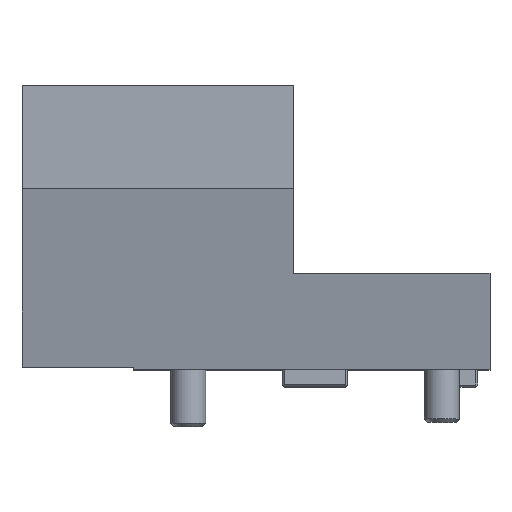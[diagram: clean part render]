
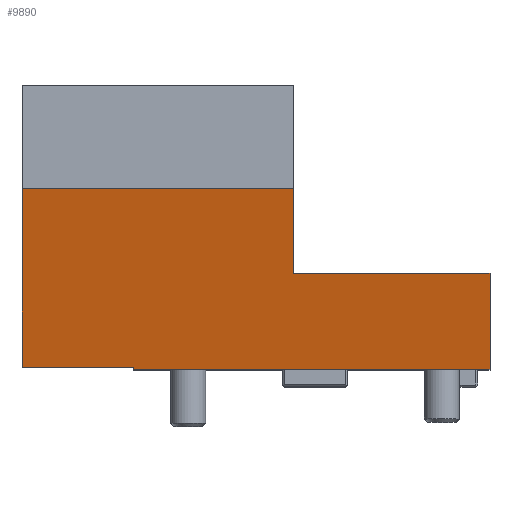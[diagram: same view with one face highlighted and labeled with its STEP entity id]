
A CAD part, top view. The second image highlights one B-rep face of the part: STEP entity #9890.
In plain terms, the highlighted planar face has unit normal (0, -0.208, 0.978).
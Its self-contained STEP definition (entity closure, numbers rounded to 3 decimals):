
#37 = CARTESIAN_POINT ( 'NONE',  ( -41.6, 0.5, 37.306 ) ) ;
#55 = LINE ( 'NONE', #14668, #2604 ) ;
#134 = ORIENTED_EDGE ( 'NONE', *, *, #14975, .F. ) ;
#208 = ORIENTED_EDGE ( 'NONE', *, *, #7985, .F. ) ;
#462 = EDGE_CURVE ( 'NONE', #9232, #10962, #3517, .T. ) ;
#906 = DIRECTION ( 'NONE',  ( 0., 0.208, -0.978 ) ) ;
#936 = CARTESIAN_POINT ( 'NONE',  ( 40., 0., 37.2 ) ) ;
#1287 = VERTEX_POINT ( 'NONE', #15625 ) ;
#1321 = DIRECTION ( 'NONE',  ( 0., -0.978, -0.208 ) ) ;
#1350 = ORIENTED_EDGE ( 'NONE', *, *, #8531, .T. ) ;
#1423 = ORIENTED_EDGE ( 'NONE', *, *, #5578, .F. ) ;
#1679 = CARTESIAN_POINT ( 'NONE',  ( -67., 0.5, 37.306 ) ) ;
#1827 = ORIENTED_EDGE ( 'NONE', *, *, #3114, .F. ) ;
#1944 = DIRECTION ( 'NONE',  ( -1., 0., 0. ) ) ;
#1974 = CARTESIAN_POINT ( 'NONE',  ( 7., 0., 37.2 ) ) ;
#2029 = VERTEX_POINT ( 'NONE', #37 ) ;
#2340 = CARTESIAN_POINT ( 'NONE',  ( -67., 0., 37.2 ) ) ;
#2534 = VERTEX_POINT ( 'NONE', #14577 ) ;
#2604 = VECTOR ( 'NONE', #6461, 1000. ) ;
#2676 = EDGE_CURVE ( 'NONE', #2029, #4462, #5842, .T. ) ;
#2841 = DIRECTION ( 'NONE',  ( 1., 0., 0. ) ) ;
#3114 = EDGE_CURVE ( 'NONE', #1287, #4610, #3206, .T. ) ;
#3206 = LINE ( 'NONE', #11086, #9143 ) ;
#3478 = CARTESIAN_POINT ( 'NONE',  ( 0., 41.401, 46. ) ) ;
#3517 = LINE ( 'NONE', #9934, #4536 ) ;
#4462 = VERTEX_POINT ( 'NONE', #11285 ) ;
#4499 = LINE ( 'NONE', #11119, #14156 ) ;
#4536 = VECTOR ( 'NONE', #10982, 1000. ) ;
#4571 = LINE ( 'NONE', #3478, #5393 ) ;
#4610 = VERTEX_POINT ( 'NONE', #5503 ) ;
#4661 = EDGE_LOOP ( 'NONE', ( #134, #1827, #1350, #12837, #13200, #7934, #8118, #10368, #1423, #208 ) ) ;
#4915 = CARTESIAN_POINT ( 'NONE',  ( 40., 0., 37.2 ) ) ;
#5393 = VECTOR ( 'NONE', #12833, 1000. ) ;
#5503 = CARTESIAN_POINT ( 'NONE',  ( -5., 22., 41.876 ) ) ;
#5578 = EDGE_CURVE ( 'NONE', #2534, #10962, #4499, .T. ) ;
#5842 = LINE ( 'NONE', #1679, #10722 ) ;
#6169 = VECTOR ( 'NONE', #1321, 1000. ) ;
#6208 = AXIS2_PLACEMENT_3D ( 'NONE', #4915, #906, #14047 ) ;
#6461 = DIRECTION ( 'NONE',  ( 0., 0.978, 0.208 ) ) ;
#6587 = DIRECTION ( 'NONE',  ( 0., -0.978, -0.208 ) ) ;
#6830 = CARTESIAN_POINT ( 'NONE',  ( 40., 22., 41.876 ) ) ;
#7926 = EDGE_CURVE ( 'NONE', #10507, #4462, #11521, .T. ) ;
#7934 = ORIENTED_EDGE ( 'NONE', *, *, #11734, .F. ) ;
#7985 = EDGE_CURVE ( 'NONE', #13778, #2534, #15740, .T. ) ;
#8118 = ORIENTED_EDGE ( 'NONE', *, *, #14248, .F. ) ;
#8531 = EDGE_CURVE ( 'NONE', #1287, #10507, #4571, .T. ) ;
#8736 = LINE ( 'NONE', #936, #15480 ) ;
#9143 = VECTOR ( 'NONE', #12220, 1000. ) ;
#9232 = VERTEX_POINT ( 'NONE', #9537 ) ;
#9537 = CARTESIAN_POINT ( 'NONE',  ( -7., 0., 37.2 ) ) ;
#9890 = ADVANCED_FACE ( 'Defeature completata1_43', ( #12259 ), #15352, .F. ) ;
#9934 = CARTESIAN_POINT ( 'NONE',  ( -128.194, 0., 37.2 ) ) ;
#10368 = ORIENTED_EDGE ( 'NONE', *, *, #462, .T. ) ;
#10507 = VERTEX_POINT ( 'NONE', #12831 ) ;
#10722 = VECTOR ( 'NONE', #11108, 1000. ) ;
#10931 = CARTESIAN_POINT ( 'NONE',  ( 40., 22., 41.876 ) ) ;
#10962 = VERTEX_POINT ( 'NONE', #1974 ) ;
#10982 = DIRECTION ( 'NONE',  ( 1., 0., 0. ) ) ;
#11086 = CARTESIAN_POINT ( 'NONE',  ( -5., 22.839, 42.055 ) ) ;
#11108 = DIRECTION ( 'NONE',  ( -1., 0., 0. ) ) ;
#11119 = CARTESIAN_POINT ( 'NONE',  ( 40., 0., 37.2 ) ) ;
#11285 = CARTESIAN_POINT ( 'NONE',  ( -67., 0.5, 37.306 ) ) ;
#11521 = LINE ( 'NONE', #2340, #6169 ) ;
#11734 = EDGE_CURVE ( 'NONE', #13926, #2029, #55, .T. ) ;
#12220 = DIRECTION ( 'NONE',  ( 0., -0.978, -0.208 ) ) ;
#12259 = FACE_OUTER_BOUND ( 'NONE', #4661, .T. ) ;
#12831 = CARTESIAN_POINT ( 'NONE',  ( -67., 41.401, 46. ) ) ;
#12833 = DIRECTION ( 'NONE',  ( -1., 0., 0. ) ) ;
#12837 = ORIENTED_EDGE ( 'NONE', *, *, #7926, .T. ) ;
#13200 = ORIENTED_EDGE ( 'NONE', *, *, #2676, .F. ) ;
#13778 = VERTEX_POINT ( 'NONE', #10931 ) ;
#13926 = VERTEX_POINT ( 'NONE', #14985 ) ;
#14047 = DIRECTION ( 'NONE',  ( 0., 0.978, 0.208 ) ) ;
#14156 = VECTOR ( 'NONE', #1944, 1000. ) ;
#14248 = EDGE_CURVE ( 'NONE', #9232, #13926, #8736, .T. ) ;
#14460 = VECTOR ( 'NONE', #6587, 1000. ) ;
#14577 = CARTESIAN_POINT ( 'NONE',  ( 40., 0., 37.2 ) ) ;
#14618 = LINE ( 'NONE', #6830, #16637 ) ;
#14668 = CARTESIAN_POINT ( 'NONE',  ( -41.6, 22., 41.876 ) ) ;
#14975 = EDGE_CURVE ( 'NONE', #4610, #13778, #14618, .T. ) ;
#14985 = CARTESIAN_POINT ( 'NONE',  ( -41.6, 0., 37.2 ) ) ;
#15352 = PLANE ( 'NONE',  #6208 ) ;
#15480 = VECTOR ( 'NONE', #16668, 1000. ) ;
#15625 = CARTESIAN_POINT ( 'NONE',  ( -5., 41.401, 46. ) ) ;
#15669 = CARTESIAN_POINT ( 'NONE',  ( 40., 0., 37.2 ) ) ;
#15740 = LINE ( 'NONE', #15669, #14460 ) ;
#16637 = VECTOR ( 'NONE', #2841, 1000. ) ;
#16668 = DIRECTION ( 'NONE',  ( -1., 0., 0. ) ) ;
